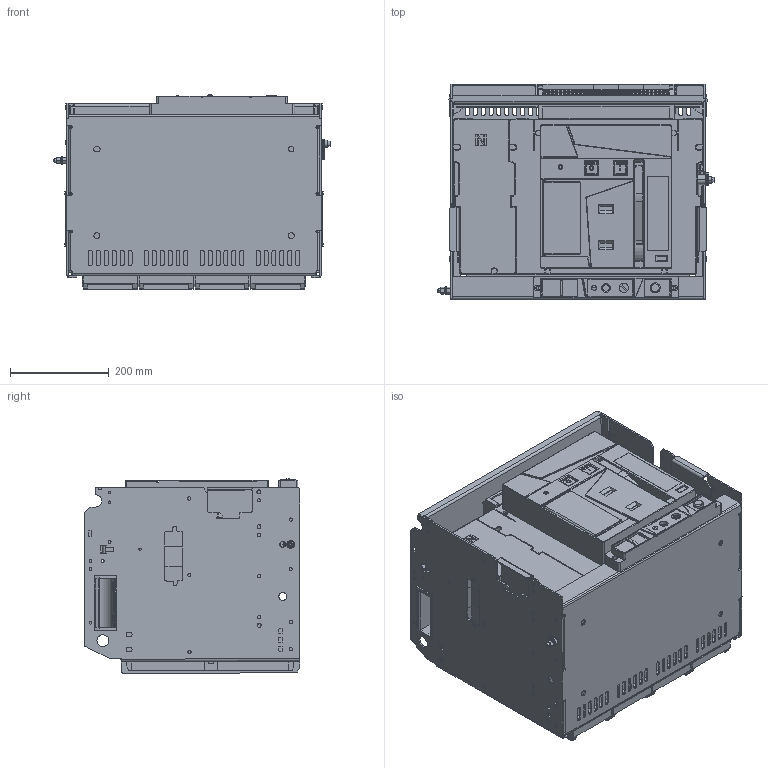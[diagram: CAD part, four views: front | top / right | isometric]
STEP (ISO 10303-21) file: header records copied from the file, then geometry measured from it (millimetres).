
FILE_DESCRIPTION (( 'STEP AP203' ), '1' );
FILE_NAME ('AR-ACB-4V(E,F) ACB ARMAT IEK.stp', '2023-11-30T09:33:14', ( '' ), ( '' ), 'SwSTEP 2.0', 'SolidWorks 2022', '' );
FILE_SCHEMA (( 'CONFIG_CONTROL_DESIGN' ));
Length unit declared in the file: millimetre
Products named in the file (2): AR-ACB-4V(E,F) ACB ARMAT IEK; AR-ACB-4V(E,F) ACB ARMAT IEK.stp
Assembly tree (1 placements, depth 2):
  AR-ACB-4V(E,F) ACB ARMAT IEK
    AR-ACB-4V(E,F) ACB ARMAT IEK.stp
Bounding box: 560.4 x 435.81 x 393.08 mm (x, y, z)
Volume: 57269208.7 mm3; surface area: 3197803.3 mm2
Topology: 10 solids, 13 shells, 4490 faces, 11689 edges, 7545 vertices
Faces by surface type: plane 2630, cylinder 1518, cone 204, torus 69, sphere 58, bspline 11
Entity records: 138594 total; most frequent: CARTESIAN_POINT 25583, DIRECTION 23654, ORIENTED_EDGE 23288, EDGE_CURVE 11644, VECTOR 8062, LINE 8062, AXIS2_PLACEMENT_3D 7796, VERTEX_POINT 7544
